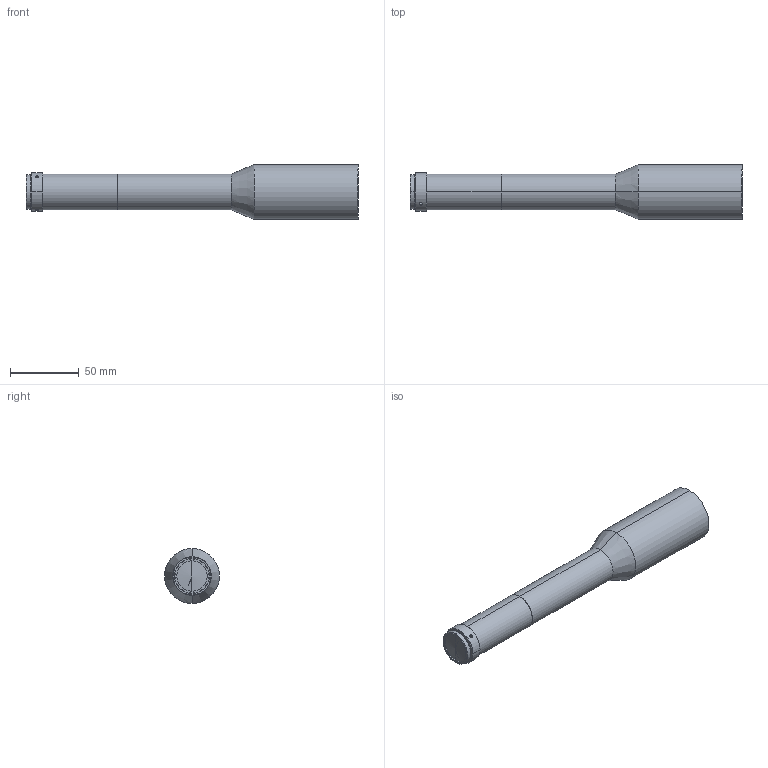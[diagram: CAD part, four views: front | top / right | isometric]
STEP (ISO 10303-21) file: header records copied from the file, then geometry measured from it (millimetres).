
FILE_DESCRIPTION (( 'STEP AP203' ), '1' );
FILE_NAME ('WH08-160AT-110.STEP', '2019-12-03T02:12:40', ( 'Windows 蚚誧' ), ( '' ), 'SwSTEP 2.0', 'SolidWorks 2017', '' );
FILE_SCHEMA (( 'CONFIG_CONTROL_DESIGN' ));
Length unit declared in the file: millimetre
Products named in the file (1): WH08-160AT-110
Bounding box: 241.41 x 40 x 40 mm (x, y, z)
Surface area: 25805 mm2 (no closed solid volume)
Topology: 0 solids, 3 shells, 46 faces, 108 edges, 70 vertices
Faces by surface type: cylinder 22, cone 17, plane 7
Entity records: 1803 total; most frequent: CARTESIAN_POINT 691, DIRECTION 222, ORIENTED_EDGE 196, EDGE_CURVE 104, AXIS2_PLACEMENT_3D 93, VERTEX_POINT 70, EDGE_LOOP 56, CIRCLE 46
